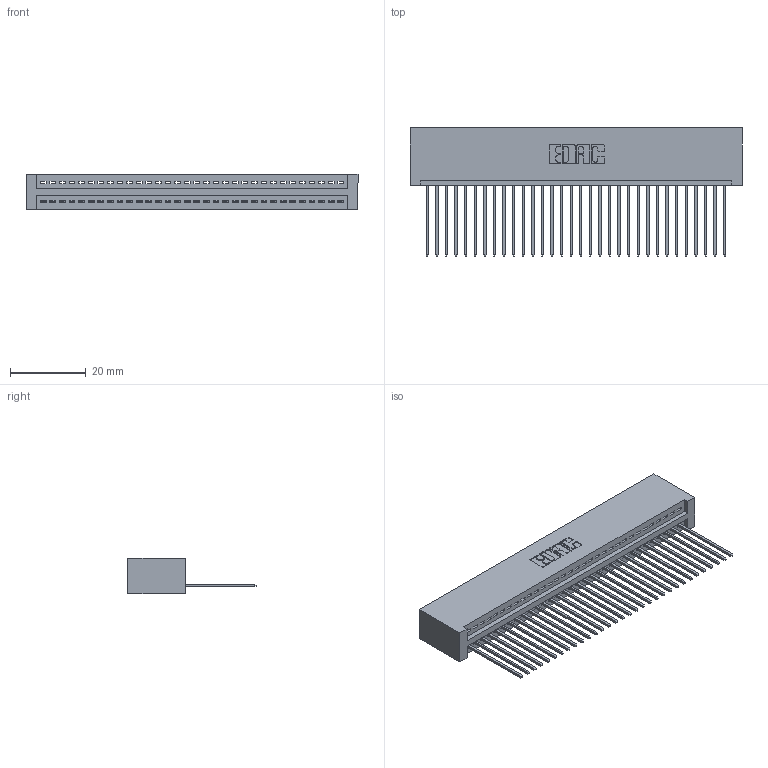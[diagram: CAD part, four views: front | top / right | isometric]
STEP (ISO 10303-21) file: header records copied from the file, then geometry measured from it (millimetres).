
FILE_DESCRIPTION (( 'STEP AP203' ), '1' );
FILE_NAME ('345-032-541-101.STEP', '2018-08-24T06:51:58', ( '' ), ( '' ), 'SwSTEP 2.0', 'SolidWorks 2016', '' );
FILE_SCHEMA (( 'CONFIG_CONTROL_DESIGN' ));
Length unit declared in the file: inch
Products named in the file (3): 345 Part_No Mounting Lugs; 345-292-001_345-293-141; 345-032-541-101
Assembly tree (33 placements, depth 2):
  345-032-541-101
    345 Part_No Mounting Lugs
    345-292-001_345-293-141  x32
Bounding box: 87.88 x 33.96 x 9.4 mm (x, y, z)
Volume: 8955.4 mm3; surface area: 12576.4 mm2
Topology: 33 solids, 33 shells, 1974 faces, 5949 edges, 3922 vertices
Faces by surface type: plane 1356, cylinder 618
Entity records: 25171 total; most frequent: CARTESIAN_POINT 4368, ORIENTED_EDGE 4334, DIRECTION 3823, EDGE_CURVE 2167, LINE 1915, VECTOR 1915, VERTEX_POINT 1442, AXIS2_PLACEMENT_3D 954
